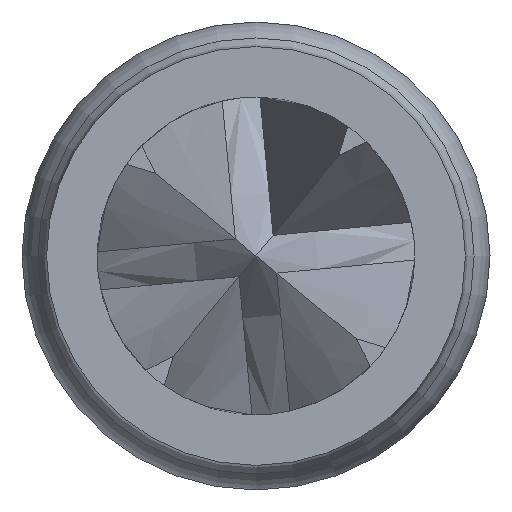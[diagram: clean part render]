
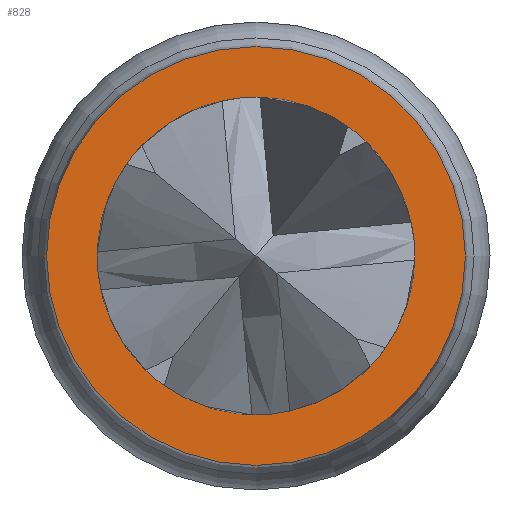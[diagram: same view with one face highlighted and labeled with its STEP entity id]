
A CAD part, left-side view. The second image highlights one B-rep face of the part: STEP entity #828.
In plain terms, the highlighted planar face has unit normal (-1, 0, 0).
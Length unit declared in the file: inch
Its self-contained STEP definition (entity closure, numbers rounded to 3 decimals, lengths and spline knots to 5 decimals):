
#22 = EDGE_LOOP ( 'NONE', ( #488 ) ) ;
#155 = DIRECTION ( 'NONE',  ( 0., 0., 1. ) ) ;
#165 = CARTESIAN_POINT ( 'NONE',  ( 0., 0., 0. ) ) ;
#198 = CARTESIAN_POINT ( 'NONE',  ( 0., 0., 0. ) ) ;
#239 = CARTESIAN_POINT ( 'NONE',  ( 0., 0.0129, 0. ) ) ;
#286 = AXIS2_PLACEMENT_3D ( 'NONE', #198, #1325, #714 ) ;
#377 = EDGE_CURVE ( 'NONE', #1154, #1154, #787, .T. ) ;
#419 = AXIS2_PLACEMENT_3D ( 'NONE', #165, #443, #757 ) ;
#443 = DIRECTION ( 'NONE',  ( -1., 0., 0. ) ) ;
#488 = ORIENTED_EDGE ( 'NONE', *, *, #377, .F. ) ;
#498 = FACE_BOUND ( 'NONE', #22, .T. ) ;
#614 = AXIS2_PLACEMENT_3D ( 'NONE', #239, #1053, #155 ) ;
#714 = DIRECTION ( 'NONE',  ( 0., 0., 1. ) ) ;
#755 = VERTEX_POINT ( 'NONE', #1158 ) ;
#757 = DIRECTION ( 'NONE',  ( 0., 0., 1. ) ) ;
#767 = EDGE_LOOP ( 'NONE', ( #837 ) ) ;
#787 = CIRCLE ( 'NONE', #286, 0.01045 ) ;
#817 = PLANE ( 'NONE',  #614 ) ;
#828 = ADVANCED_FACE ( 'NONE', ( #498, #920 ), #817, .T. ) ;
#837 = ORIENTED_EDGE ( 'NONE', *, *, #1152, .T. ) ;
#920 = FACE_OUTER_BOUND ( 'NONE', #767, .T. ) ;
#1053 = DIRECTION ( 'NONE',  ( -1., 0., 0. ) ) ;
#1128 = CIRCLE ( 'NONE', #419, 0.01378 ) ;
#1152 = EDGE_CURVE ( 'NONE', #755, #755, #1128, .T. ) ;
#1154 = VERTEX_POINT ( 'NONE', #1274 ) ;
#1158 = CARTESIAN_POINT ( 'NONE',  ( 0., 0., 0.01378 ) ) ;
#1274 = CARTESIAN_POINT ( 'NONE',  ( 0., 0., 0.01045 ) ) ;
#1325 = DIRECTION ( 'NONE',  ( -1., 0., 0. ) ) ;
